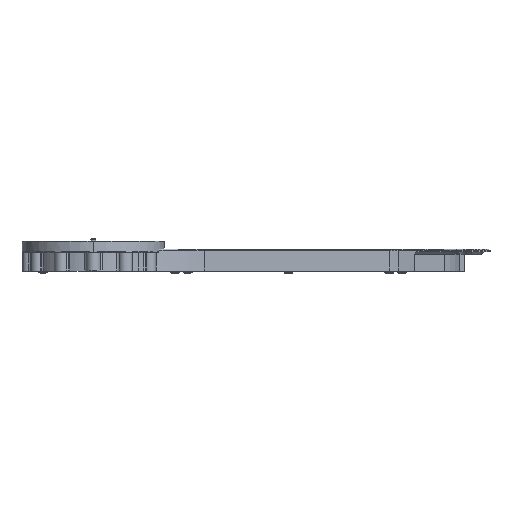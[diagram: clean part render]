
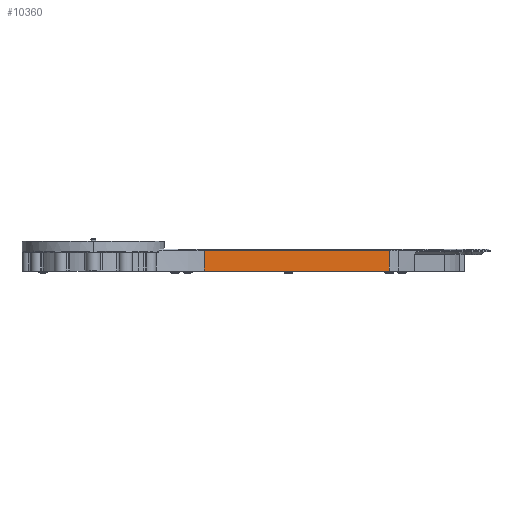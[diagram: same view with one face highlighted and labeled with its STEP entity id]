
A CAD part, top view. The second image highlights one B-rep face of the part: STEP entity #10360.
In plain terms, the highlighted planar face has unit normal (0.071, 0, 0.998).
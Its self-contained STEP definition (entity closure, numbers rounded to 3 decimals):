
#183 = VECTOR ( 'NONE', #3994, 1000. ) ;
#1209 = DIRECTION ( 'NONE',  ( 0., 1., 0. ) ) ;
#2115 = VECTOR ( 'NONE', #9038, 1000. ) ;
#2231 = LINE ( 'NONE', #2329, #5248 ) ;
#2294 = CARTESIAN_POINT ( 'NONE',  ( 235.159, -23.5, -0.311 ) ) ;
#2329 = CARTESIAN_POINT ( 'NONE',  ( 88.237, -6., 10.108 ) ) ;
#2996 = CARTESIAN_POINT ( 'NONE',  ( 88.237, -23.5, 10.108 ) ) ;
#3273 = DIRECTION ( 'NONE',  ( -0.997, 0., 0.071 ) ) ;
#3331 = LINE ( 'NONE', #9220, #2115 ) ;
#3994 = DIRECTION ( 'NONE',  ( -0.997, 0., 0.071 ) ) ;
#4184 = VECTOR ( 'NONE', #10971, 1000. ) ;
#4389 = EDGE_CURVE ( 'NONE', #12591, #4472, #2231, .T. ) ;
#4472 = VERTEX_POINT ( 'NONE', #13875 ) ;
#5248 = VECTOR ( 'NONE', #1209, 1000. ) ;
#6066 = CARTESIAN_POINT ( 'NONE',  ( 1.155, -41., 16.284 ) ) ;
#7268 = EDGE_CURVE ( 'NONE', #12591, #12702, #3331, .T. ) ;
#8916 = EDGE_CURVE ( 'NONE', #8988, #12702, #11354, .T. ) ;
#8988 = VERTEX_POINT ( 'NONE', #14442 ) ;
#9038 = DIRECTION ( 'NONE',  ( 0.997, 0., -0.071 ) ) ;
#9220 = CARTESIAN_POINT ( 'NONE',  ( 1.155, -23.5, 16.284 ) ) ;
#9622 = ORIENTED_EDGE ( 'NONE', *, *, #8916, .F. ) ;
#10050 = ORIENTED_EDGE ( 'NONE', *, *, #7268, .T. ) ;
#10360 = ADVANCED_FACE ( 'NONE', ( #14801 ), #16221, .F. ) ;
#10629 = EDGE_CURVE ( 'NONE', #8988, #4472, #13953, .T. ) ;
#10636 = AXIS2_PLACEMENT_3D ( 'NONE', #6066, #16127, #3273 ) ;
#10971 = DIRECTION ( 'NONE',  ( 0., -1., 0. ) ) ;
#11354 = LINE ( 'NONE', #17095, #4184 ) ;
#12450 = CARTESIAN_POINT ( 'NONE',  ( 1.155, -7., 16.284 ) ) ;
#12591 = VERTEX_POINT ( 'NONE', #2996 ) ;
#12640 = ORIENTED_EDGE ( 'NONE', *, *, #10629, .T. ) ;
#12702 = VERTEX_POINT ( 'NONE', #2294 ) ;
#13034 = ORIENTED_EDGE ( 'NONE', *, *, #4389, .F. ) ;
#13875 = CARTESIAN_POINT ( 'NONE',  ( 88.237, -7., 10.108 ) ) ;
#13953 = LINE ( 'NONE', #12450, #183 ) ;
#14442 = CARTESIAN_POINT ( 'NONE',  ( 235.159, -7., -0.311 ) ) ;
#14585 = EDGE_LOOP ( 'NONE', ( #9622, #12640, #13034, #10050 ) ) ;
#14801 = FACE_OUTER_BOUND ( 'NONE', #14585, .T. ) ;
#16127 = DIRECTION ( 'NONE',  ( -0.071, 0., -0.997 ) ) ;
#16221 = PLANE ( 'NONE',  #10636 ) ;
#17095 = CARTESIAN_POINT ( 'NONE',  ( 235.159, -41., -0.311 ) ) ;
